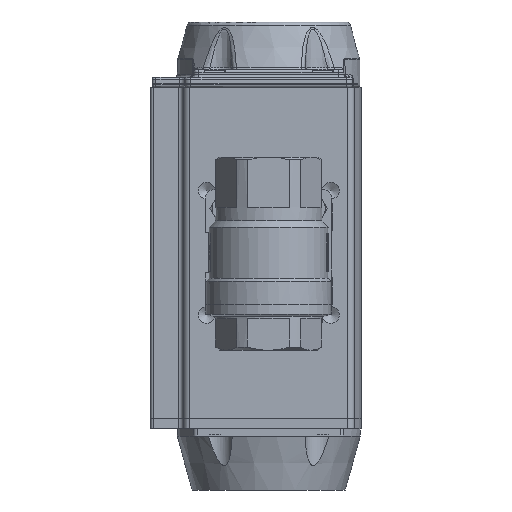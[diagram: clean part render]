
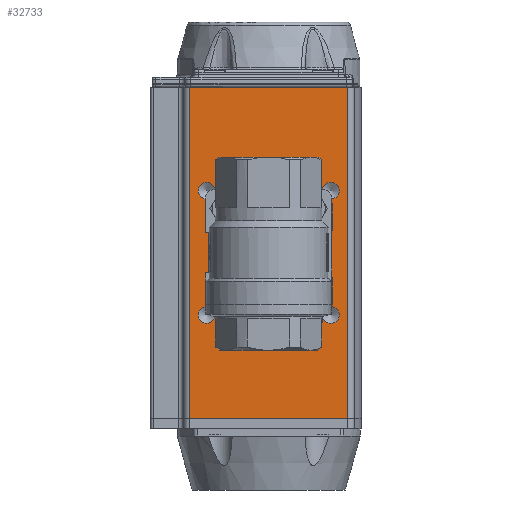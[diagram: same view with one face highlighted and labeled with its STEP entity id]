
A CAD part, left-side view. The second image highlights one B-rep face of the part: STEP entity #32733.
In plain terms, the highlighted face is planar.
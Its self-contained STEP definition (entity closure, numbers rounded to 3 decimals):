
#4074=LINE('',#91402,#5862);
#4076=LINE('',#91409,#5864);
#4088=LINE('',#91461,#5876);
#4089=LINE('',#91467,#5877);
#5862=VECTOR('',#43894,1000.);
#5864=VECTOR('',#43900,1000.);
#5876=VECTOR('',#43946,1000.);
#5877=VECTOR('',#43949,1000.);
#15802=ORIENTED_EDGE('',*,*,#20581,.F.);
#15803=ORIENTED_EDGE('',*,*,#20611,.T.);
#15804=ORIENTED_EDGE('',*,*,#20584,.T.);
#15805=ORIENTED_EDGE('',*,*,#20609,.F.);
#15806=ORIENTED_EDGE('',*,*,#20477,.T.);
#15807=ORIENTED_EDGE('',*,*,#20502,.T.);
#15808=ORIENTED_EDGE('',*,*,#20504,.T.);
#15809=ORIENTED_EDGE('',*,*,#20506,.T.);
#15810=ORIENTED_EDGE('',*,*,#20508,.T.);
#15811=ORIENTED_EDGE('',*,*,#20510,.T.);
#15812=ORIENTED_EDGE('',*,*,#20512,.T.);
#15813=ORIENTED_EDGE('',*,*,#20514,.T.);
#15814=ORIENTED_EDGE('',*,*,#20516,.T.);
#20477=EDGE_CURVE('',#23652,#23652,#25101,.T.);
#20502=EDGE_CURVE('',#23677,#23677,#25126,.T.);
#20504=EDGE_CURVE('',#23679,#23679,#25128,.T.);
#20506=EDGE_CURVE('',#23681,#23681,#25130,.T.);
#20508=EDGE_CURVE('',#23683,#23683,#25132,.T.);
#20510=EDGE_CURVE('',#23685,#23685,#25134,.T.);
#20512=EDGE_CURVE('',#23687,#23687,#25136,.T.);
#20514=EDGE_CURVE('',#23689,#23689,#25138,.T.);
#20516=EDGE_CURVE('',#23691,#23691,#25140,.T.);
#20581=EDGE_CURVE('',#23769,#23744,#4074,.T.);
#20584=EDGE_CURVE('',#23773,#23772,#4076,.T.);
#20609=EDGE_CURVE('',#23744,#23772,#4088,.T.);
#20611=EDGE_CURVE('',#23769,#23773,#4089,.T.);
#23652=VERTEX_POINT('',#91116);
#23677=VERTEX_POINT('',#91179);
#23679=VERTEX_POINT('',#91184);
#23681=VERTEX_POINT('',#91189);
#23683=VERTEX_POINT('',#91194);
#23685=VERTEX_POINT('',#91199);
#23687=VERTEX_POINT('',#91204);
#23689=VERTEX_POINT('',#91209);
#23691=VERTEX_POINT('',#91214);
#23744=VERTEX_POINT('',#91351);
#23769=VERTEX_POINT('',#91401);
#23772=VERTEX_POINT('',#91408);
#23773=VERTEX_POINT('',#91410);
#25101=CIRCLE('',#35929,14.635);
#25126=CIRCLE('',#35967,3.324);
#25128=CIRCLE('',#35970,3.324);
#25130=CIRCLE('',#35973,3.324);
#25132=CIRCLE('',#35976,3.324);
#25134=CIRCLE('',#35979,2.459);
#25136=CIRCLE('',#35982,2.459);
#25138=CIRCLE('',#35985,2.459);
#25140=CIRCLE('',#35988,2.459);
#27591=EDGE_LOOP('',(#15802,#15803,#15804,#15805));
#27592=EDGE_LOOP('',(#15806));
#27593=EDGE_LOOP('',(#15807));
#27594=EDGE_LOOP('',(#15808));
#27595=EDGE_LOOP('',(#15809));
#27596=EDGE_LOOP('',(#15810));
#27597=EDGE_LOOP('',(#15811));
#27598=EDGE_LOOP('',(#15812));
#27599=EDGE_LOOP('',(#15813));
#27600=EDGE_LOOP('',(#15814));
#30057=FACE_BOUND('',#27591,.T.);
#30058=FACE_BOUND('',#27592,.T.);
#30059=FACE_BOUND('',#27593,.T.);
#30060=FACE_BOUND('',#27594,.T.);
#30061=FACE_BOUND('',#27595,.T.);
#30062=FACE_BOUND('',#27596,.T.);
#30063=FACE_BOUND('',#27597,.T.);
#30064=FACE_BOUND('',#27598,.T.);
#30065=FACE_BOUND('',#27599,.T.);
#30066=FACE_BOUND('',#27600,.T.);
#30767=PLANE('',#36100);
#32733=ADVANCED_FACE('',(#30057,#30058,#30059,#30060,#30061,#30062,#30063,
#30064,#30065,#30066),#30767,.T.);
#35929=AXIS2_PLACEMENT_3D('',#91115,#43577,#43578);
#35967=AXIS2_PLACEMENT_3D('',#91178,#43653,#43654);
#35970=AXIS2_PLACEMENT_3D('',#91183,#43659,#43660);
#35973=AXIS2_PLACEMENT_3D('',#91188,#43665,#43666);
#35976=AXIS2_PLACEMENT_3D('',#91193,#43671,#43672);
#35979=AXIS2_PLACEMENT_3D('',#91198,#43677,#43678);
#35982=AXIS2_PLACEMENT_3D('',#91203,#43683,#43684);
#35985=AXIS2_PLACEMENT_3D('',#91208,#43689,#43690);
#35988=AXIS2_PLACEMENT_3D('',#91213,#43695,#43696);
#36100=AXIS2_PLACEMENT_3D('',#91466,#43947,#43948);
#43577=DIRECTION('',(0.,1.,0.));
#43578=DIRECTION('',(1.,0.,0.));
#43653=DIRECTION('',(0.,1.,0.));
#43654=DIRECTION('',(1.,0.,0.));
#43659=DIRECTION('',(0.,1.,0.));
#43660=DIRECTION('',(1.,0.,0.));
#43665=DIRECTION('',(0.,1.,0.));
#43666=DIRECTION('',(1.,0.,0.));
#43671=DIRECTION('',(0.,1.,0.));
#43672=DIRECTION('',(1.,0.,0.));
#43677=DIRECTION('',(0.,1.,0.));
#43678=DIRECTION('',(1.,0.,0.));
#43683=DIRECTION('',(0.,1.,0.));
#43684=DIRECTION('',(1.,0.,0.));
#43689=DIRECTION('',(0.,1.,0.));
#43690=DIRECTION('',(1.,0.,0.));
#43695=DIRECTION('',(0.,1.,0.));
#43696=DIRECTION('',(1.,0.,0.));
#43894=DIRECTION('',(1.,0.,0.));
#43900=DIRECTION('',(1.,0.,0.));
#43946=DIRECTION('',(0.,0.,-1.));
#43947=DIRECTION('',(0.,-1.,0.));
#43948=DIRECTION('',(-1.,0.,0.));
#43949=DIRECTION('',(0.,0.,-1.));
#91115=CARTESIAN_POINT('',(0.,-44.471,66.));
#91116=CARTESIAN_POINT('',(14.635,-44.471,66.));
#91178=CARTESIAN_POINT('',(-24.749,-44.471,41.251));
#91179=CARTESIAN_POINT('',(-21.425,-44.471,41.251));
#91183=CARTESIAN_POINT('',(24.749,-44.471,41.251));
#91184=CARTESIAN_POINT('',(28.072,-44.471,41.251));
#91188=CARTESIAN_POINT('',(24.749,-44.471,90.749));
#91189=CARTESIAN_POINT('',(28.072,-44.471,90.749));
#91193=CARTESIAN_POINT('',(-24.749,-44.471,90.749));
#91194=CARTESIAN_POINT('',(-21.425,-44.471,90.749));
#91198=CARTESIAN_POINT('',(-17.678,-44.471,83.678));
#91199=CARTESIAN_POINT('',(-15.219,-44.471,83.678));
#91203=CARTESIAN_POINT('',(-17.678,-44.471,48.322));
#91204=CARTESIAN_POINT('',(-15.219,-44.471,48.322));
#91208=CARTESIAN_POINT('',(17.678,-44.471,48.322));
#91209=CARTESIAN_POINT('',(20.136,-44.471,48.322));
#91213=CARTESIAN_POINT('',(17.678,-44.471,83.678));
#91214=CARTESIAN_POINT('',(20.136,-44.471,83.678));
#91351=CARTESIAN_POINT('',(31.5,-44.471,132.));
#91401=CARTESIAN_POINT('',(-31.5,-44.471,132.));
#91402=CARTESIAN_POINT('',(5.25,-44.471,132.));
#91408=CARTESIAN_POINT('',(31.5,-44.471,0.));
#91409=CARTESIAN_POINT('',(5.25,-44.471,0.));
#91410=CARTESIAN_POINT('',(-31.5,-44.471,0.));
#91461=CARTESIAN_POINT('',(31.5,-44.471,0.));
#91466=CARTESIAN_POINT('',(-31.5,-44.471,0.));
#91467=CARTESIAN_POINT('',(-31.5,-44.471,0.));
